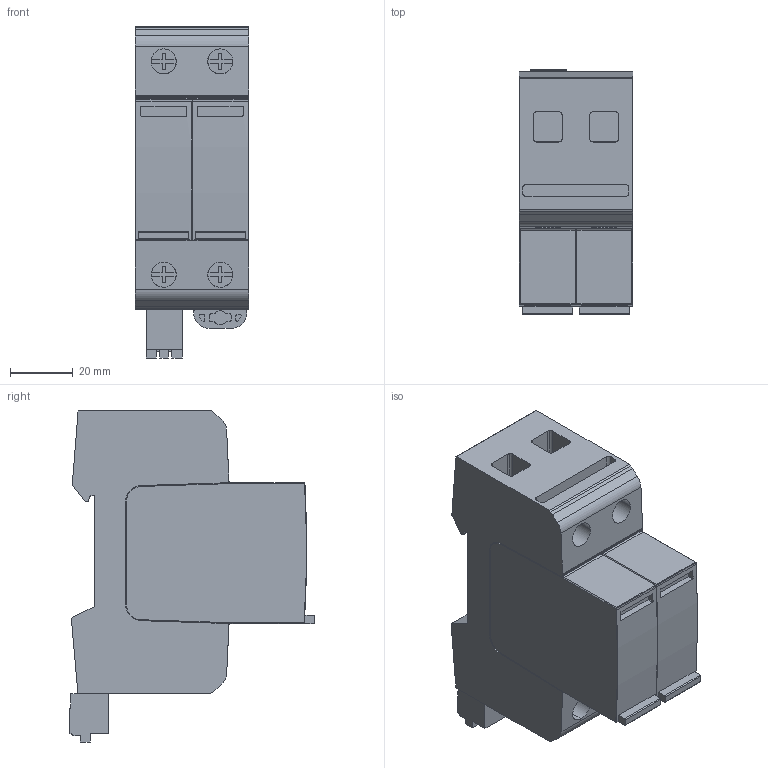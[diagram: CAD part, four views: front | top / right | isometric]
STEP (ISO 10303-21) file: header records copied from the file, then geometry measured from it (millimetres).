
FILE_DESCRIPTION((''),'2;1');
FILE_NAME('NWEGEN_CUSTOMER_1P1_2P0_T2_R','2018-09-04T10:56:32',('Sebastjan.kamensek'),('Audax d.o.o.'),'CREO PARAMETRIC BY PTC INC, 2017260','CREO PARAMETRIC BY PTC INC, 2017260','');
FILE_SCHEMA(('AP242_MANAGED_MODEL_BASED_3D_ENGINEERING_MIM_LF { 1 0 10303 442 1 1 4 }'));
Length unit declared in the file: millimetre
Products named in the file (1): NWEGEN_CUSTOMER_1P1_2P0_T2_R
Bounding box: 36 x 77.85 x 105.62 mm (x, y, z)
Volume: 184432.2 mm3; surface area: 27271.9 mm2
Topology: 1 solids, 1 shells, 357 faces, 1004 edges, 664 vertices
Faces by surface type: plane 232, cylinder 65, extrusion 56, cone 4
Entity records: 12832 total; most frequent: CARTESIAN_POINT 3342, ORIENTED_EDGE 2016, DIRECTION 1669, EDGE_CURVE 1008, VECTOR 759, LINE 703, VERTEX_POINT 664, AXIS2_PLACEMENT_3D 455
